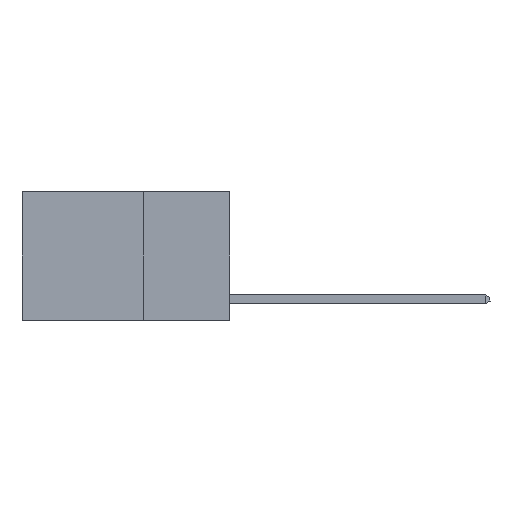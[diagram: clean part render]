
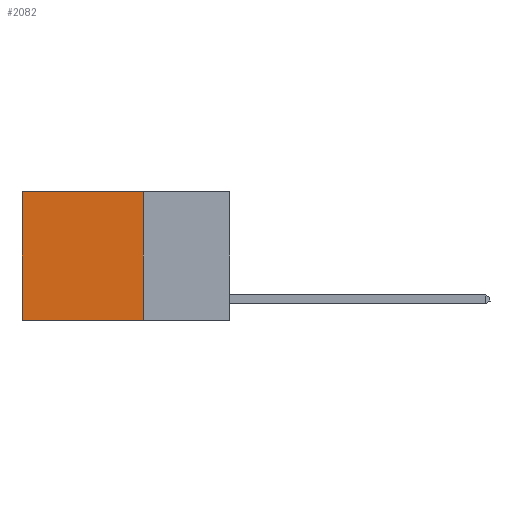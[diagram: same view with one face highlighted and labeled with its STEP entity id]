
A CAD part, left-side view. The second image highlights one B-rep face of the part: STEP entity #2082.
In plain terms, the highlighted planar face has unit normal (-1, 0, 0).
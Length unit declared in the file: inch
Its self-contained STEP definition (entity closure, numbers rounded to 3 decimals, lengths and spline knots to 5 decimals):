
#208 = VERTEX_POINT ( 'NONE', #2140 ) ;
#1322 = FACE_OUTER_BOUND ( 'NONE', #7554, .T. ) ;
#1561 = DIRECTION ( 'NONE',  ( 0., 0., -1. ) ) ;
#1613 = VECTOR ( 'NONE', #4113, 39.37008 ) ;
#1769 = EDGE_CURVE ( 'NONE', #208, #12912, #18357, .T. ) ;
#1907 = ORIENTED_EDGE ( 'NONE', *, *, #10266, .F. ) ;
#2082 = ADVANCED_FACE ( 'NONE', ( #1322 ), #8889, .F. ) ;
#2140 = CARTESIAN_POINT ( 'NONE',  ( 0.2625, 0.6, 0. ) ) ;
#2272 = VECTOR ( 'NONE', #8407, 39.37008 ) ;
#3162 = CARTESIAN_POINT ( 'NONE',  ( 0.2625, 0.6, -0.37 ) ) ;
#4113 = DIRECTION ( 'NONE',  ( 0., 1., 0. ) ) ;
#7139 = CARTESIAN_POINT ( 'NONE',  ( 0.2625, 0.25, -0.37 ) ) ;
#7554 = EDGE_LOOP ( 'NONE', ( #8143, #16804, #1907, #14508 ) ) ;
#8143 = ORIENTED_EDGE ( 'NONE', *, *, #1769, .T. ) ;
#8189 = VECTOR ( 'NONE', #10209, 39.37008 ) ;
#8349 = CARTESIAN_POINT ( 'NONE',  ( 0.2625, 0.25, 0. ) ) ;
#8379 = LINE ( 'NONE', #13062, #11788 ) ;
#8407 = DIRECTION ( 'NONE',  ( 0., 0., -1. ) ) ;
#8889 = PLANE ( 'NONE',  #17384 ) ;
#10103 = CARTESIAN_POINT ( 'NONE',  ( 0.2625, 0.25, 0. ) ) ;
#10127 = DIRECTION ( 'NONE',  ( 0., 0., -1. ) ) ;
#10209 = DIRECTION ( 'NONE',  ( 0., 1., 0. ) ) ;
#10266 = EDGE_CURVE ( 'NONE', #15002, #11930, #8379, .T. ) ;
#10983 = LINE ( 'NONE', #8349, #8189 ) ;
#11136 = CARTESIAN_POINT ( 'NONE',  ( 0.2625, 0.6, 0. ) ) ;
#11788 = VECTOR ( 'NONE', #1561, 39.37008 ) ;
#11930 = VERTEX_POINT ( 'NONE', #14747 ) ;
#12546 = EDGE_CURVE ( 'NONE', #15002, #208, #10983, .T. ) ;
#12912 = VERTEX_POINT ( 'NONE', #3162 ) ;
#13062 = CARTESIAN_POINT ( 'NONE',  ( 0.2625, 0.25, 0. ) ) ;
#14508 = ORIENTED_EDGE ( 'NONE', *, *, #12546, .T. ) ;
#14531 = CARTESIAN_POINT ( 'NONE',  ( 0.2625, 0.25, 0. ) ) ;
#14747 = CARTESIAN_POINT ( 'NONE',  ( 0.2625, 0.25, -0.37 ) ) ;
#15002 = VERTEX_POINT ( 'NONE', #10103 ) ;
#16804 = ORIENTED_EDGE ( 'NONE', *, *, #16848, .F. ) ;
#16848 = EDGE_CURVE ( 'NONE', #11930, #12912, #17504, .T. ) ;
#17384 = AXIS2_PLACEMENT_3D ( 'NONE', #14531, #18746, #10127 ) ;
#17504 = LINE ( 'NONE', #7139, #1613 ) ;
#18357 = LINE ( 'NONE', #11136, #2272 ) ;
#18746 = DIRECTION ( 'NONE',  ( 1., 0., 0. ) ) ;
